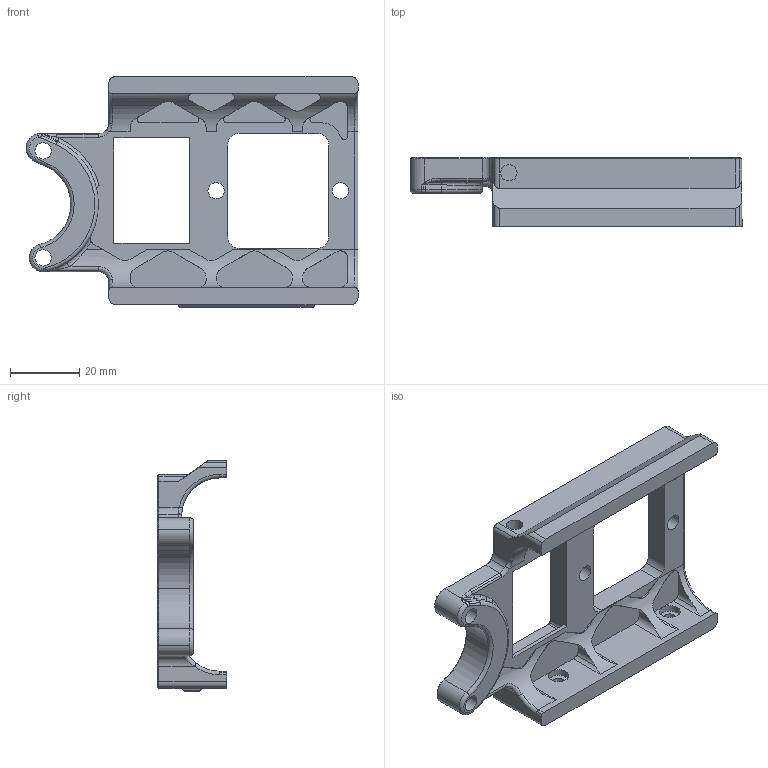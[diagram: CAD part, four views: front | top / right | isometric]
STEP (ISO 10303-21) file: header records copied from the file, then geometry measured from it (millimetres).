
FILE_DESCRIPTION (( 'STEP AP214' ), '1' );
FILE_NAME ('Filtered_Inlet_Skirt_Tensioner_Mod.STEP', '2023-01-27T02:45:30', ( '' ), ( '' ), 'SwSTEP 2.0', 'SolidWorks 2023', '' );
FILE_SCHEMA (( 'AUTOMOTIVE_DESIGN' ));
Length unit declared in the file: millimetre
Products named in the file (1): Filtered_Inlet_Skirt_Tensioner_Mod
Bounding box: 96.15 x 20 x 66.8 mm (x, y, z)
Volume: 33768.9 mm3; surface area: 16492.9 mm2
Topology: 1 solids, 1 shells, 301 faces, 817 edges, 518 vertices
Faces by surface type: cylinder 142, plane 99, cone 33, torus 17, bspline 10
Entity records: 10461 total; most frequent: CARTESIAN_POINT 2937, ORIENTED_EDGE 1630, DIRECTION 1552, EDGE_CURVE 815, AXIS2_PLACEMENT_3D 576, VERTEX_POINT 518, VECTOR 400, LINE 400
